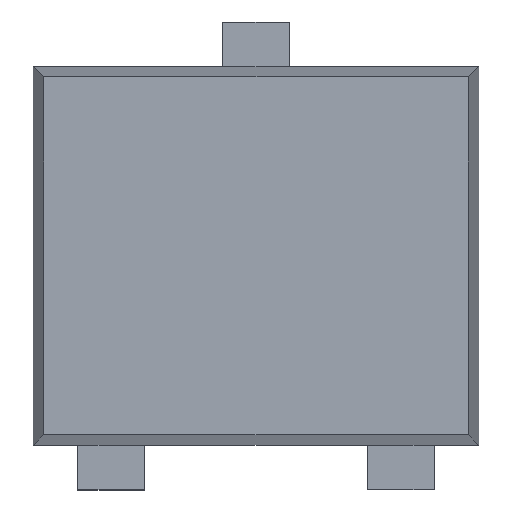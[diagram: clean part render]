
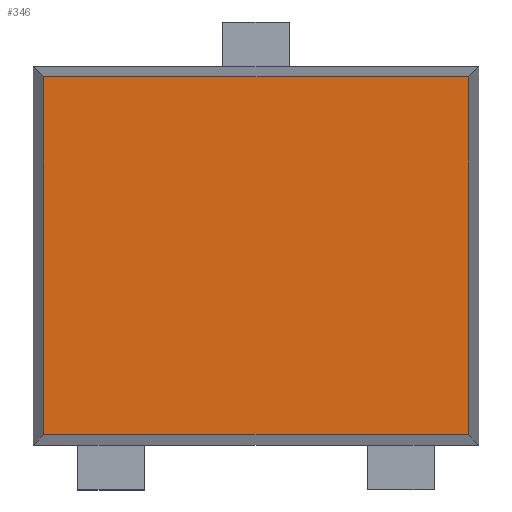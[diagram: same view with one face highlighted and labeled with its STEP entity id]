
A CAD part, top view. The second image highlights one B-rep face of the part: STEP entity #346.
In plain terms, the highlighted planar face has unit normal (0, 0, 1).
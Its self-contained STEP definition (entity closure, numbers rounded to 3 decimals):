
#62 = VECTOR ( 'NONE', #265, 1000. ) ;
#64 = VECTOR ( 'NONE', #274, 1000. ) ;
#66 = LINE ( 'NONE', #273, #62 ) ;
#67 = VECTOR ( 'NONE', #306, 1000. ) ;
#69 = VECTOR ( 'NONE', #284, 1000. ) ;
#70 = LINE ( 'NONE', #275, #64 ) ;
#72 = LINE ( 'NONE', #293, #69 ) ;
#75 = LINE ( 'NONE', #885, #67 ) ;
#265 = DIRECTION ( 'NONE',  ( -1., 0., 0. ) ) ;
#273 = CARTESIAN_POINT ( 'NONE',  ( 0., 0.803, 0.7 ) ) ;
#274 = DIRECTION ( 'NONE',  ( 0., 1., 0. ) ) ;
#275 = CARTESIAN_POINT ( 'NONE',  ( 0.953, 0., 0.7 ) ) ;
#284 = DIRECTION ( 'NONE',  ( 0., -1., 0. ) ) ;
#293 = CARTESIAN_POINT ( 'NONE',  ( -0.953, -0.85, 0.7 ) ) ;
#306 = DIRECTION ( 'NONE',  ( 1., 0., 0. ) ) ;
#346 = ADVANCED_FACE ( 'NONE', ( #416 ), #530, .T. ) ;
#416 = FACE_OUTER_BOUND ( 'NONE', #679, .T. ) ;
#471 = DIRECTION ( 'NONE',  ( 1., 0., 0. ) ) ;
#521 = DIRECTION ( 'NONE',  ( 0., 0., 1. ) ) ;
#530 = PLANE ( 'NONE',  #1009 ) ;
#543 = VERTEX_POINT ( 'NONE', #1228 ) ;
#574 = CARTESIAN_POINT ( 'NONE',  ( 0., 0., 0.7 ) ) ;
#575 = VERTEX_POINT ( 'NONE', #1213 ) ;
#591 = VERTEX_POINT ( 'NONE', #1204 ) ;
#616 = ORIENTED_EDGE ( 'NONE', *, *, #1177, .T. ) ;
#679 = EDGE_LOOP ( 'NONE', ( #713, #881, #616, #787 ) ) ;
#713 = ORIENTED_EDGE ( 'NONE', *, *, #1172, .T. ) ;
#787 = ORIENTED_EDGE ( 'NONE', *, *, #1180, .T. ) ;
#837 = VERTEX_POINT ( 'NONE', #1015 ) ;
#881 = ORIENTED_EDGE ( 'NONE', *, *, #1176, .T. ) ;
#885 = CARTESIAN_POINT ( 'NONE',  ( 1., -0.803, 0.7 ) ) ;
#1009 = AXIS2_PLACEMENT_3D ( 'NONE', #574, #521, #471 ) ;
#1015 = CARTESIAN_POINT ( 'NONE',  ( -0.953, 0.803, 0.7 ) ) ;
#1172 = EDGE_CURVE ( 'NONE', #837, #575, #72, .T. ) ;
#1176 = EDGE_CURVE ( 'NONE', #575, #591, #75, .T. ) ;
#1177 = EDGE_CURVE ( 'NONE', #591, #543, #70, .T. ) ;
#1180 = EDGE_CURVE ( 'NONE', #543, #837, #66, .T. ) ;
#1204 = CARTESIAN_POINT ( 'NONE',  ( 0.953, -0.803, 0.7 ) ) ;
#1213 = CARTESIAN_POINT ( 'NONE',  ( -0.953, -0.803, 0.7 ) ) ;
#1228 = CARTESIAN_POINT ( 'NONE',  ( 0.953, 0.803, 0.7 ) ) ;
